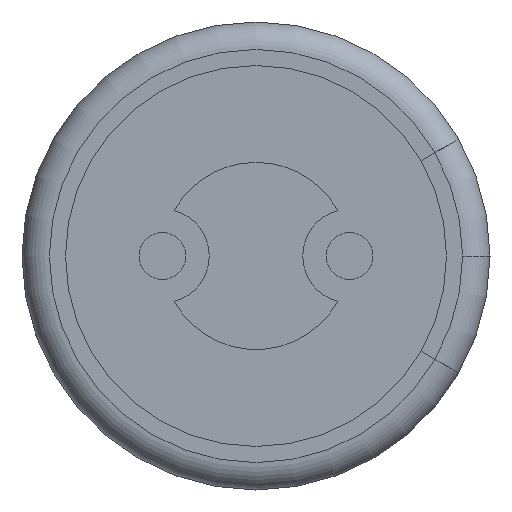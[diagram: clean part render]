
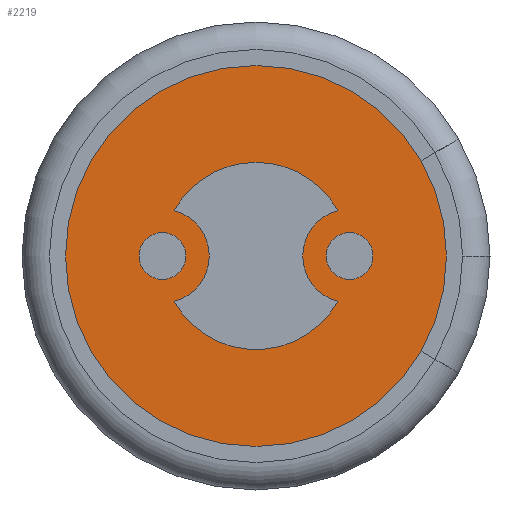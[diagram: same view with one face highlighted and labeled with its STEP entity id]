
A CAD part, front view. The second image highlights one B-rep face of the part: STEP entity #2219.
In plain terms, the highlighted planar face has unit normal (0, -1, 0).
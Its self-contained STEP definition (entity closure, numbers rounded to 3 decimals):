
#40 = DIRECTION ( 'NONE',  ( -1., 0., 0. ) ) ;
#48 = CARTESIAN_POINT ( 'NONE',  ( 0., 0.95, 1. ) ) ;
#98 = VERTEX_POINT ( 'NONE', #1031 ) ;
#112 = CARTESIAN_POINT ( 'NONE',  ( 1.762, 0.95, 1.017 ) ) ;
#134 = CARTESIAN_POINT ( 'NONE',  ( -0.875, 0.95, 0.484 ) ) ;
#156 = CIRCLE ( 'NONE', #419, 2.035 ) ;
#171 = AXIS2_PLACEMENT_3D ( 'NONE', #1795, #752, #1247 ) ;
#208 = ORIENTED_EDGE ( 'NONE', *, *, #452, .F. ) ;
#216 = CARTESIAN_POINT ( 'NONE',  ( -1., 0.95, 0. ) ) ;
#219 = EDGE_CURVE ( 'NONE', #1973, #892, #2203, .T. ) ;
#227 = EDGE_CURVE ( 'NONE', #709, #1822, #1166, .T. ) ;
#302 = ORIENTED_EDGE ( 'NONE', *, *, #227, .T. ) ;
#360 = ORIENTED_EDGE ( 'NONE', *, *, #710, .F. ) ;
#377 = CIRCLE ( 'NONE', #1843, 1. ) ;
#391 = DIRECTION ( 'NONE',  ( 0., 1., 0. ) ) ;
#419 = AXIS2_PLACEMENT_3D ( 'NONE', #1713, #2278, #2272 ) ;
#441 = DIRECTION ( 'NONE',  ( 0., -1., 0. ) ) ;
#448 = DIRECTION ( 'NONE',  ( 1., 0., 0. ) ) ;
#452 = EDGE_CURVE ( 'NONE', #1367, #1973, #1063, .T. ) ;
#562 = FACE_OUTER_BOUND ( 'NONE', #1921, .T. ) ;
#563 = CARTESIAN_POINT ( 'NONE',  ( -0.875, 0.95, -0.484 ) ) ;
#615 = DIRECTION ( 'NONE',  ( -1., 0., 0. ) ) ;
#631 = DIRECTION ( 'NONE',  ( 0., -1., 0. ) ) ;
#694 = DIRECTION ( 'NONE',  ( -1., 0., 0. ) ) ;
#709 = VERTEX_POINT ( 'NONE', #881 ) ;
#710 = EDGE_CURVE ( 'NONE', #709, #1367, #905, .T. ) ;
#744 = CARTESIAN_POINT ( 'NONE',  ( 0., 0.95, 0. ) ) ;
#752 = DIRECTION ( 'NONE',  ( 0., -1., 0. ) ) ;
#811 = DIRECTION ( 'NONE',  ( 1., 0., 0. ) ) ;
#822 = DIRECTION ( 'NONE',  ( -1., 0., 0. ) ) ;
#836 = AXIS2_PLACEMENT_3D ( 'NONE', #952, #631, #811 ) ;
#881 = CARTESIAN_POINT ( 'NONE',  ( 0.875, 0.95, 0.484 ) ) ;
#883 = ORIENTED_EDGE ( 'NONE', *, *, #1066, .T. ) ;
#885 = CARTESIAN_POINT ( 'NONE',  ( 0., 0.95, 0. ) ) ;
#892 = VERTEX_POINT ( 'NONE', #563 ) ;
#905 = CIRCLE ( 'NONE', #1111, 1. ) ;
#937 = ORIENTED_EDGE ( 'NONE', *, *, #219, .F. ) ;
#952 = CARTESIAN_POINT ( 'NONE',  ( 0., 0.95, 0. ) ) ;
#967 = DIRECTION ( 'NONE',  ( 0., -1., 0. ) ) ;
#1031 = CARTESIAN_POINT ( 'NONE',  ( 1.762, 0.95, -1.017 ) ) ;
#1063 = CIRCLE ( 'NONE', #1314, 1. ) ;
#1066 = EDGE_CURVE ( 'NONE', #98, #1365, #1300, .T. ) ;
#1071 = VERTEX_POINT ( 'NONE', #112 ) ;
#1111 = AXIS2_PLACEMENT_3D ( 'NONE', #885, #1774, #694 ) ;
#1151 = DIRECTION ( 'NONE',  ( 0., -1., 0. ) ) ;
#1158 = CARTESIAN_POINT ( 'NONE',  ( 0., 0.95, 0. ) ) ;
#1166 = CIRCLE ( 'NONE', #171, 0.5 ) ;
#1176 = CARTESIAN_POINT ( 'NONE',  ( 0., 0.95, 0. ) ) ;
#1182 = AXIS2_PLACEMENT_3D ( 'NONE', #744, #391, #40 ) ;
#1247 = DIRECTION ( 'NONE',  ( -1., 0., 0. ) ) ;
#1255 = FACE_BOUND ( 'NONE', #2175, .T. ) ;
#1272 = CARTESIAN_POINT ( 'NONE',  ( 2.035, 0.95, 0. ) ) ;
#1300 = CIRCLE ( 'NONE', #2085, 2.035 ) ;
#1314 = AXIS2_PLACEMENT_3D ( 'NONE', #1351, #441, #615 ) ;
#1347 = ORIENTED_EDGE ( 'NONE', *, *, #2334, .T. ) ;
#1351 = CARTESIAN_POINT ( 'NONE',  ( 0., 0.95, 0. ) ) ;
#1365 = VERTEX_POINT ( 'NONE', #1272 ) ;
#1367 = VERTEX_POINT ( 'NONE', #48 ) ;
#1432 = DIRECTION ( 'NONE',  ( 0., 1., 0. ) ) ;
#1580 = EDGE_CURVE ( 'NONE', #892, #1822, #377, .T. ) ;
#1683 = CARTESIAN_POINT ( 'NONE',  ( 0.875, 0.95, -0.484 ) ) ;
#1713 = CARTESIAN_POINT ( 'NONE',  ( 0., 0.95, 0. ) ) ;
#1774 = DIRECTION ( 'NONE',  ( 0., -1., 0. ) ) ;
#1781 = PLANE ( 'NONE',  #1182 ) ;
#1795 = CARTESIAN_POINT ( 'NONE',  ( 1., 0.95, 0. ) ) ;
#1822 = VERTEX_POINT ( 'NONE', #1683 ) ;
#1843 = AXIS2_PLACEMENT_3D ( 'NONE', #1176, #967, #822 ) ;
#1921 = EDGE_LOOP ( 'NONE', ( #2182, #883, #1347 ) ) ;
#1928 = CIRCLE ( 'NONE', #836, 2.035 ) ;
#1936 = EDGE_CURVE ( 'NONE', #1071, #98, #156, .T. ) ;
#1973 = VERTEX_POINT ( 'NONE', #134 ) ;
#1982 = AXIS2_PLACEMENT_3D ( 'NONE', #216, #1432, #2172 ) ;
#2085 = AXIS2_PLACEMENT_3D ( 'NONE', #1158, #1151, #448 ) ;
#2101 = ORIENTED_EDGE ( 'NONE', *, *, #1580, .F. ) ;
#2172 = DIRECTION ( 'NONE',  ( -1., 0., 0. ) ) ;
#2175 = EDGE_LOOP ( 'NONE', ( #937, #208, #360, #302, #2101 ) ) ;
#2182 = ORIENTED_EDGE ( 'NONE', *, *, #1936, .T. ) ;
#2203 = CIRCLE ( 'NONE', #1982, 0.5 ) ;
#2219 = ADVANCED_FACE ( 'NONE', ( #1255, #562 ), #1781, .F. ) ;
#2272 = DIRECTION ( 'NONE',  ( 1., 0., 0. ) ) ;
#2278 = DIRECTION ( 'NONE',  ( 0., -1., 0. ) ) ;
#2334 = EDGE_CURVE ( 'NONE', #1365, #1071, #1928, .T. ) ;
